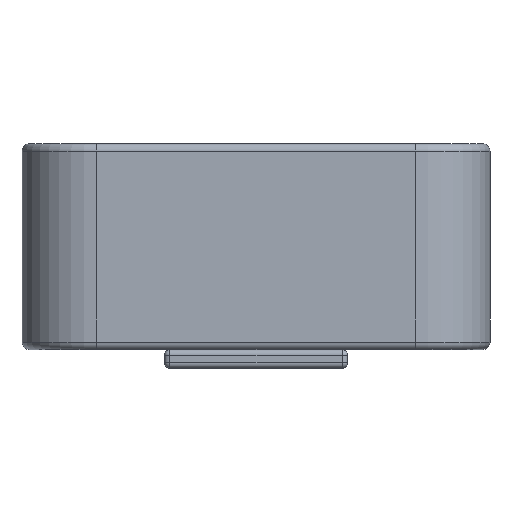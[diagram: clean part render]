
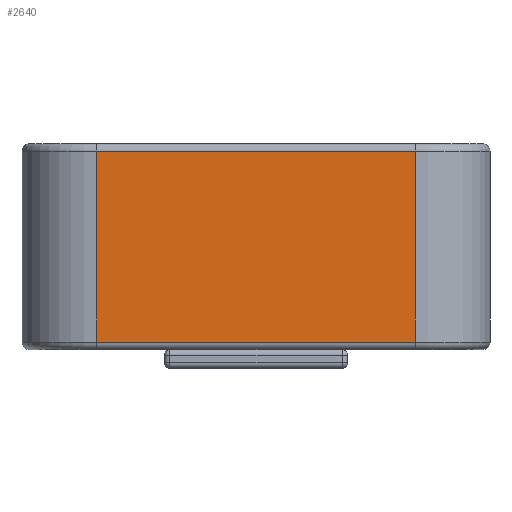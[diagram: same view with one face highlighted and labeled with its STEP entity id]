
A CAD part, left-side view. The second image highlights one B-rep face of the part: STEP entity #2640.
In plain terms, the highlighted planar face has unit normal (-1, 0, 0).
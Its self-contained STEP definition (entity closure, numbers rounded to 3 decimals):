
#66 = CYLINDRICAL_SURFACE('',#67,0.2);
#67 = AXIS2_PLACEMENT_3D('',#68,#69,#70);
#68 = CARTESIAN_POINT('',(-6.05,-4.25,5.3));
#69 = DIRECTION('',(0.,1.,0.));
#70 = DIRECTION('',(0.,0.,1.));
#954 = VERTEX_POINT('',#955);
#955 = CARTESIAN_POINT('',(-6.25,-4.25,5.3));
#977 = EDGE_CURVE('',#954,#978,#980,.T.);
#978 = VERTEX_POINT('',#979);
#979 = CARTESIAN_POINT('',(-6.25,4.25,5.3));
#980 = SURFACE_CURVE('',#981,(#985,#992),.PCURVE_S1.);
#981 = LINE('',#982,#983);
#982 = CARTESIAN_POINT('',(-6.25,-4.25,5.3));
#983 = VECTOR('',#984,1.);
#984 = DIRECTION('',(0.,1.,0.));
#985 = PCURVE('',#66,#986);
#986 = DEFINITIONAL_REPRESENTATION('',(#987),#991);
#987 = LINE('',#988,#989);
#988 = CARTESIAN_POINT('',(-1.571,0.));
#989 = VECTOR('',#990,1.);
#990 = DIRECTION('',(-0.,1.));
#991 = ( GEOMETRIC_REPRESENTATION_CONTEXT(2) 
PARAMETRIC_REPRESENTATION_CONTEXT() REPRESENTATION_CONTEXT('2D SPACE',''
  ) );
#992 = PCURVE('',#993,#998);
#993 = PLANE('',#994);
#994 = AXIS2_PLACEMENT_3D('',#995,#996,#997);
#995 = CARTESIAN_POINT('',(-6.25,-6.25,0.));
#996 = DIRECTION('',(-1.,0.,0.));
#997 = DIRECTION('',(0.,1.,0.));
#998 = DEFINITIONAL_REPRESENTATION('',(#999),#1003);
#999 = LINE('',#1000,#1001);
#1000 = CARTESIAN_POINT('',(2.,-5.3));
#1001 = VECTOR('',#1002,1.);
#1002 = DIRECTION('',(1.,0.));
#1003 = ( GEOMETRIC_REPRESENTATION_CONTEXT(2) 
PARAMETRIC_REPRESENTATION_CONTEXT() REPRESENTATION_CONTEXT('2D SPACE',''
  ) );
#1072 = CYLINDRICAL_SURFACE('',#1073,2.);
#1073 = AXIS2_PLACEMENT_3D('',#1074,#1075,#1076);
#1074 = CARTESIAN_POINT('',(-4.25,-4.25,0.));
#1075 = DIRECTION('',(0.,0.,1.));
#1076 = DIRECTION('',(-1.,0.,0.));
#1128 = CYLINDRICAL_SURFACE('',#1129,2.);
#1129 = AXIS2_PLACEMENT_3D('',#1130,#1131,#1132);
#1130 = CARTESIAN_POINT('',(-4.25,4.25,0.));
#1131 = DIRECTION('',(0.,0.,1.));
#1132 = DIRECTION('',(0.,1.,0.));
#2640 = ADVANCED_FACE('',(#2641),#993,.T.);
#2641 = FACE_BOUND('',#2642,.T.);
#2642 = EDGE_LOOP('',(#2643,#2666,#2667,#2690));
#2643 = ORIENTED_EDGE('',*,*,#2644,.T.);
#2644 = EDGE_CURVE('',#2645,#954,#2647,.T.);
#2645 = VERTEX_POINT('',#2646);
#2646 = CARTESIAN_POINT('',(-6.25,-4.25,0.2));
#2647 = SURFACE_CURVE('',#2648,(#2652,#2659),.PCURVE_S1.);
#2648 = LINE('',#2649,#2650);
#2649 = CARTESIAN_POINT('',(-6.25,-4.25,0.));
#2650 = VECTOR('',#2651,1.);
#2651 = DIRECTION('',(0.,0.,1.));
#2652 = PCURVE('',#993,#2653);
#2653 = DEFINITIONAL_REPRESENTATION('',(#2654),#2658);
#2654 = LINE('',#2655,#2656);
#2655 = CARTESIAN_POINT('',(2.,0.));
#2656 = VECTOR('',#2657,1.);
#2657 = DIRECTION('',(0.,-1.));
#2658 = ( GEOMETRIC_REPRESENTATION_CONTEXT(2) 
PARAMETRIC_REPRESENTATION_CONTEXT() REPRESENTATION_CONTEXT('2D SPACE',''
  ) );
#2659 = PCURVE('',#1072,#2660);
#2660 = DEFINITIONAL_REPRESENTATION('',(#2661),#2665);
#2661 = LINE('',#2662,#2663);
#2662 = CARTESIAN_POINT('',(0.,0.));
#2663 = VECTOR('',#2664,1.);
#2664 = DIRECTION('',(0.,1.));
#2665 = ( GEOMETRIC_REPRESENTATION_CONTEXT(2) 
PARAMETRIC_REPRESENTATION_CONTEXT() REPRESENTATION_CONTEXT('2D SPACE',''
  ) );
#2666 = ORIENTED_EDGE('',*,*,#977,.T.);
#2667 = ORIENTED_EDGE('',*,*,#2668,.F.);
#2668 = EDGE_CURVE('',#2669,#978,#2671,.T.);
#2669 = VERTEX_POINT('',#2670);
#2670 = CARTESIAN_POINT('',(-6.25,4.25,0.2));
#2671 = SURFACE_CURVE('',#2672,(#2676,#2683),.PCURVE_S1.);
#2672 = LINE('',#2673,#2674);
#2673 = CARTESIAN_POINT('',(-6.25,4.25,0.));
#2674 = VECTOR('',#2675,1.);
#2675 = DIRECTION('',(0.,0.,1.));
#2676 = PCURVE('',#993,#2677);
#2677 = DEFINITIONAL_REPRESENTATION('',(#2678),#2682);
#2678 = LINE('',#2679,#2680);
#2679 = CARTESIAN_POINT('',(10.5,0.));
#2680 = VECTOR('',#2681,1.);
#2681 = DIRECTION('',(0.,-1.));
#2682 = ( GEOMETRIC_REPRESENTATION_CONTEXT(2) 
PARAMETRIC_REPRESENTATION_CONTEXT() REPRESENTATION_CONTEXT('2D SPACE',''
  ) );
#2683 = PCURVE('',#1128,#2684);
#2684 = DEFINITIONAL_REPRESENTATION('',(#2685),#2689);
#2685 = LINE('',#2686,#2687);
#2686 = CARTESIAN_POINT('',(1.571,0.));
#2687 = VECTOR('',#2688,1.);
#2688 = DIRECTION('',(0.,1.));
#2689 = ( GEOMETRIC_REPRESENTATION_CONTEXT(2) 
PARAMETRIC_REPRESENTATION_CONTEXT() REPRESENTATION_CONTEXT('2D SPACE',''
  ) );
#2690 = ORIENTED_EDGE('',*,*,#2691,.F.);
#2691 = EDGE_CURVE('',#2645,#2669,#2692,.T.);
#2692 = SURFACE_CURVE('',#2693,(#2697,#2704),.PCURVE_S1.);
#2693 = LINE('',#2694,#2695);
#2694 = CARTESIAN_POINT('',(-6.25,-4.25,0.2));
#2695 = VECTOR('',#2696,1.);
#2696 = DIRECTION('',(0.,1.,0.));
#2697 = PCURVE('',#993,#2698);
#2698 = DEFINITIONAL_REPRESENTATION('',(#2699),#2703);
#2699 = LINE('',#2700,#2701);
#2700 = CARTESIAN_POINT('',(2.,-0.2));
#2701 = VECTOR('',#2702,1.);
#2702 = DIRECTION('',(1.,0.));
#2703 = ( GEOMETRIC_REPRESENTATION_CONTEXT(2) 
PARAMETRIC_REPRESENTATION_CONTEXT() REPRESENTATION_CONTEXT('2D SPACE',''
  ) );
#2704 = PCURVE('',#2705,#2710);
#2705 = CYLINDRICAL_SURFACE('',#2706,0.2);
#2706 = AXIS2_PLACEMENT_3D('',#2707,#2708,#2709);
#2707 = CARTESIAN_POINT('',(-6.05,-4.25,0.2));
#2708 = DIRECTION('',(0.,1.,0.));
#2709 = DIRECTION('',(-1.,0.,0.));
#2710 = DEFINITIONAL_REPRESENTATION('',(#2711),#2715);
#2711 = LINE('',#2712,#2713);
#2712 = CARTESIAN_POINT('',(-0.,0.));
#2713 = VECTOR('',#2714,1.);
#2714 = DIRECTION('',(-0.,1.));
#2715 = ( GEOMETRIC_REPRESENTATION_CONTEXT(2) 
PARAMETRIC_REPRESENTATION_CONTEXT() REPRESENTATION_CONTEXT('2D SPACE',''
  ) );
